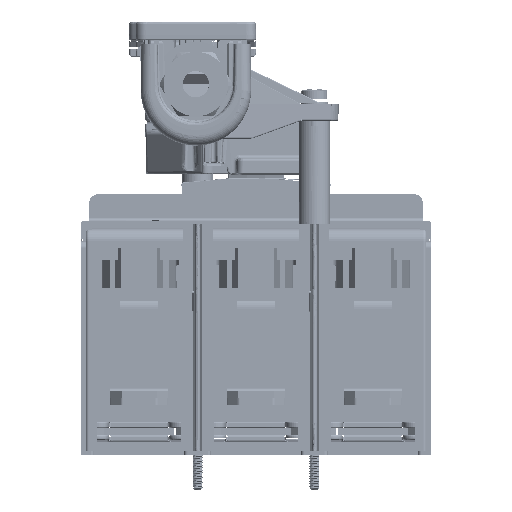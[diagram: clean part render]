
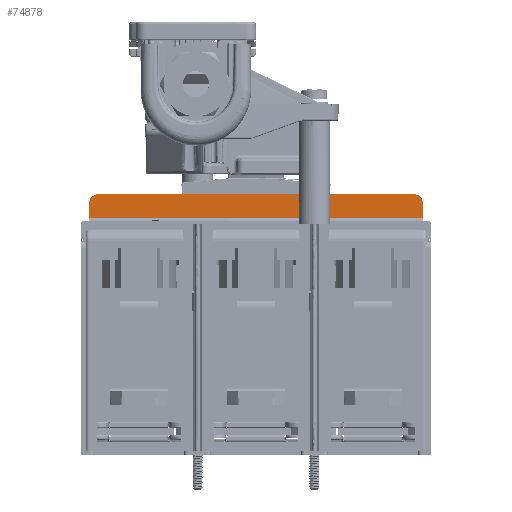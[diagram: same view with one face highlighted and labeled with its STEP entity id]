
A CAD part, front view. The second image highlights one B-rep face of the part: STEP entity #74878.
In plain terms, the highlighted planar face has unit normal (0, 1, 0).
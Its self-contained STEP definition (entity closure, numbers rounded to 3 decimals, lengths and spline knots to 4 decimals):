
#74814=DIRECTION('',(0.,0.,-1.));
#74815=VECTOR('',#74814,0.1772);
#74816=CARTESIAN_POINT('',(-1.9646,1.6732,
2.9724));
#74817=LINE('',#74816,#74815);
#74818=DIRECTION('',(1.,0.,0.));
#74819=VECTOR('',#74818,3.9291);
#74820=CARTESIAN_POINT('',(-1.9646,1.6732,
2.7953));
#74821=LINE('',#74820,#74819);
#74822=DIRECTION('',(0.,0.,1.));
#74823=VECTOR('',#74822,0.1772);
#74824=CARTESIAN_POINT('',(1.9646,1.6732,2.7953));
#74825=LINE('',#74824,#74823);
#74826=CARTESIAN_POINT('',(1.9646,1.6732,2.9724));
#74827=CARTESIAN_POINT('',(1.9645,1.6732,2.9829));
#74828=CARTESIAN_POINT('',(1.9615,1.6732,3.0029));
#74829=CARTESIAN_POINT('',(1.947,1.6732,3.0313));
#74830=CARTESIAN_POINT('',(1.9254,1.6732,3.0531));
#74831=CARTESIAN_POINT('',(1.8969,1.6732,3.0677));
#74832=CARTESIAN_POINT('',(1.8768,1.6732,3.0708));
#74833=CARTESIAN_POINT('',(1.8661,1.6732,3.0709));
#74835=DIRECTION('',(-1.,0.,0.));
#74836=VECTOR('',#74835,3.7323);
#74837=CARTESIAN_POINT('',(1.8661,1.6732,3.0709));
#74838=LINE('',#74837,#74836);
#74839=CARTESIAN_POINT('',(-1.8661,1.6732,
3.0709));
#74840=CARTESIAN_POINT('',(-1.8766,1.6732,
3.0708));
#74841=CARTESIAN_POINT('',(-1.8966,1.6732,
3.0678));
#74842=CARTESIAN_POINT('',(-1.925,1.6732,
3.0533));
#74843=CARTESIAN_POINT('',(-1.9468,1.6732,
3.0317));
#74844=CARTESIAN_POINT('',(-1.9614,1.6732,
3.0032));
#74845=CARTESIAN_POINT('',(-1.9645,1.6732,
2.9831));
#74846=CARTESIAN_POINT('',(-1.9646,1.6732,
2.9724));
#74848=CARTESIAN_POINT('',(-1.9646,1.6732,
2.9724));
#74849=CARTESIAN_POINT('',(-1.9646,1.6732,
2.7953));
#74850=VERTEX_POINT('',#74848);
#74851=VERTEX_POINT('',#74849);
#74852=CARTESIAN_POINT('',(1.9646,1.6732,2.7953));
#74853=VERTEX_POINT('',#74852);
#74854=CARTESIAN_POINT('',(1.9646,1.6732,2.9724));
#74855=VERTEX_POINT('',#74854);
#74856=VERTEX_POINT('',#74833);
#74857=CARTESIAN_POINT('',(-1.8661,1.6732,
3.0709));
#74858=VERTEX_POINT('',#74857);
#74859=CARTESIAN_POINT('',(0.,1.6732,2.9331));
#74860=DIRECTION('',(0.,1.,0.));
#74861=DIRECTION('',(-1.,0.,0.));
#74862=AXIS2_PLACEMENT_3D('',#74859,#74860,#74861);
#74863=PLANE('',#74862);
#74865=ORIENTED_EDGE('',*,*,#74864,.T.);
#74867=ORIENTED_EDGE('',*,*,#74866,.T.);
#74869=ORIENTED_EDGE('',*,*,#74868,.T.);
#74871=ORIENTED_EDGE('',*,*,#74870,.T.);
#74873=ORIENTED_EDGE('',*,*,#74872,.T.);
#74875=ORIENTED_EDGE('',*,*,#74874,.T.);
#74876=EDGE_LOOP('',(#74865,#74867,#74869,#74871,#74873,#74875));
#74877=FACE_OUTER_BOUND('',#74876,.F.);
#74878=ADVANCED_FACE('',(#74877),#74863,.T.);
#74834=B_SPLINE_CURVE_WITH_KNOTS('',3,(#74826,#74827,#74828,#74829,#74830,
#74831,#74832,#74833),.UNSPECIFIED.,.F.,.F.,(4,1,1,1,1,4),(0.,0.2,0.4,
0.6,0.8,1.),.UNSPECIFIED.);
#74847=B_SPLINE_CURVE_WITH_KNOTS('',3,(#74839,#74840,#74841,#74842,#74843,
#74844,#74845,#74846),.UNSPECIFIED.,.F.,.F.,(4,1,1,1,1,4),(0.,0.2,0.4,
0.6,0.8,1.),.UNSPECIFIED.);
#74864=EDGE_CURVE('',#74850,#74851,#74817,.T.);
#74866=EDGE_CURVE('',#74851,#74853,#74821,.T.);
#74868=EDGE_CURVE('',#74853,#74855,#74825,.T.);
#74870=EDGE_CURVE('',#74855,#74856,#74834,.T.);
#74872=EDGE_CURVE('',#74856,#74858,#74838,.T.);
#74874=EDGE_CURVE('',#74858,#74850,#74847,.T.);
